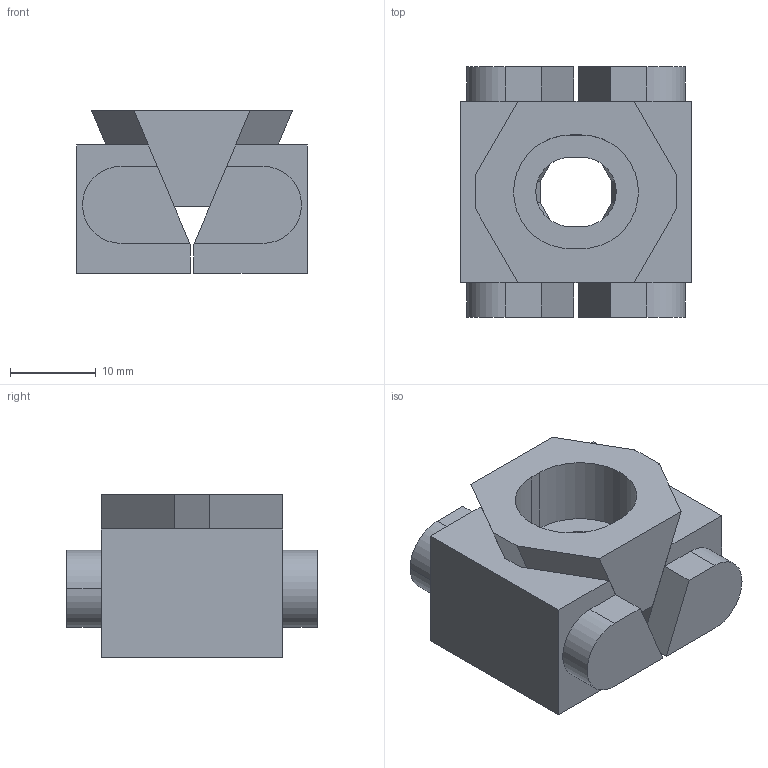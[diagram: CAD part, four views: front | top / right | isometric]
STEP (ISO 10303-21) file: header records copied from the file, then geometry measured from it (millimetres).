
FILE_DESCRIPTION (( 'STEP AP203' ), '1' );
FILE_NAME ('bk2-vt-fo.STEP', '2023-04-07T01:50:10', ( '' ), ( '' ), 'SwSTEP 2.0', 'SolidWorks 2021', '' );
FILE_SCHEMA (( 'CONFIG_CONTROL_DESIGN' ));
Length unit declared in the file: millimetre
Products named in the file (4): bk2-vt-fo_01_蹬怮椔; bk2-vt-fo; bk2-vt-fo_03_蹬怮椔; bk2-vt-fo_02_蹬怮椔
Assembly tree (3 placements, depth 2):
  bk2-vt-fo
    bk2-vt-fo_01_蹬怮椔
    bk2-vt-fo_02_蹬怮椔
    bk2-vt-fo_03_蹬怮椔
Bounding box: 27 x 29.3 x 19.01 mm (x, y, z)
Volume: 8888.6 mm3; surface area: 5105.8 mm2
Topology: 3 solids, 3 shells, 61 faces, 154 edges, 100 vertices
Faces by surface type: plane 51, cylinder 10
Entity records: 2224 total; most frequent: CARTESIAN_POINT 327, ORIENTED_EDGE 308, DIRECTION 306, EDGE_CURVE 154, VECTOR 132, LINE 132, VERTEX_POINT 100, AXIS2_PLACEMENT_3D 87
